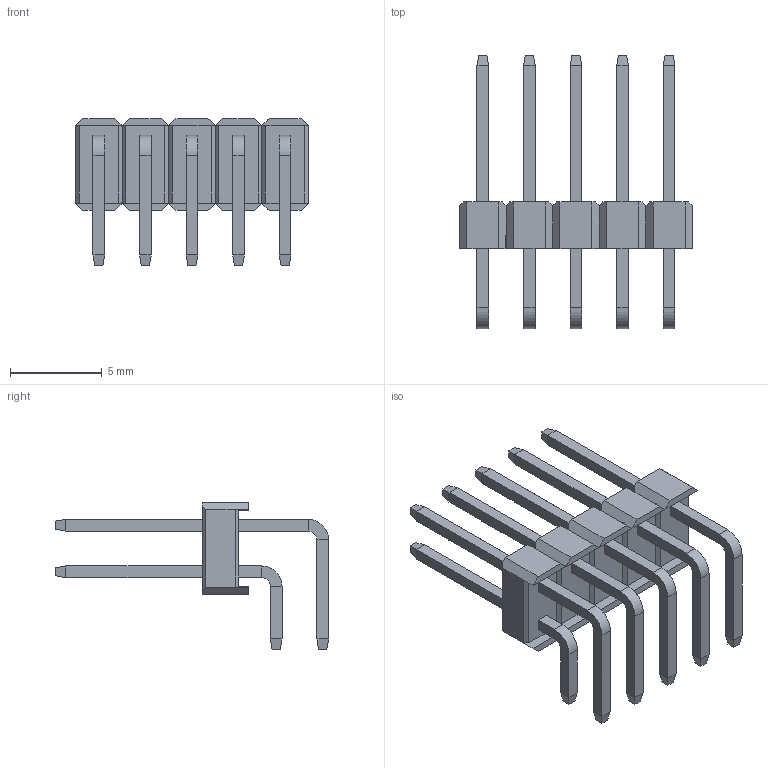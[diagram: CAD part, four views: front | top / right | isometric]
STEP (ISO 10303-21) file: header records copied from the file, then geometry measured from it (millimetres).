
FILE_DESCRIPTION (( 'STEP AP214' ), '1' );
FILE_NAME ('2x5 Male Pin Header Angle.STEP', '2018-11-16T18:28:15', ( 'M.B.I.' ), ( '' ), 'SwSTEP 2.0', '', '' );
FILE_SCHEMA (( 'AUTOMOTIVE_DESIGN' ));
Length unit declared in the file: millimetre
Products named in the file (1): 2x5 Male Pin Header Angle
Bounding box: 12.71 x 14.9 x 8 mm (x, y, z)
Volume: 192.9 mm3; surface area: 746.6 mm2
Topology: 11 solids, 11 shells, 368 faces, 864 edges, 518 vertices
Faces by surface type: plane 348, cylinder 20
Entity records: 10280 total; most frequent: CARTESIAN_POINT 1751, ORIENTED_EDGE 1728, DIRECTION 1642, EDGE_CURVE 864, LINE 824, VECTOR 824, VERTEX_POINT 518, AXIS2_PLACEMENT_3D 409
